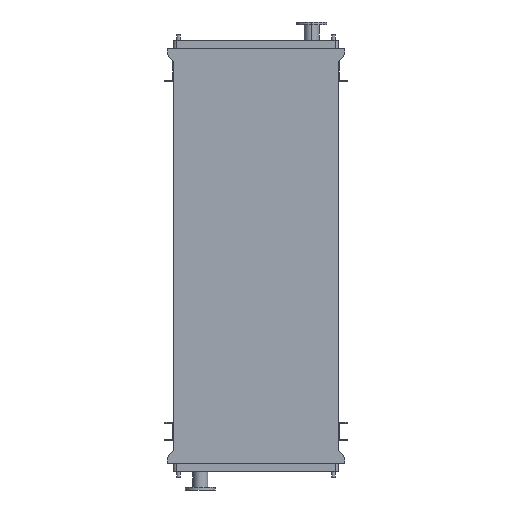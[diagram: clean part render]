
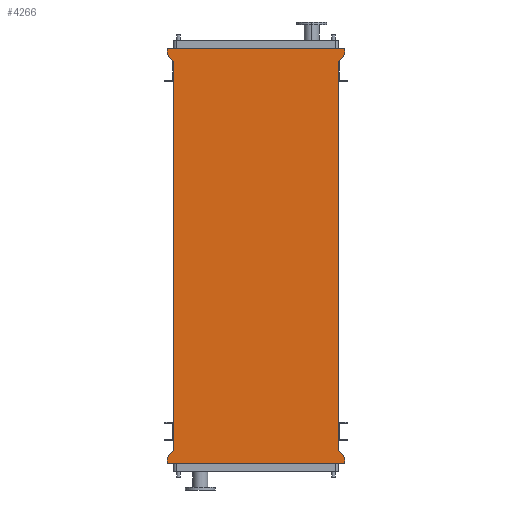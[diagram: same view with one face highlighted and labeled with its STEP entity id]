
A CAD part, front view. The second image highlights one B-rep face of the part: STEP entity #4266.
In plain terms, the highlighted planar face has unit normal (0, -1, 0).
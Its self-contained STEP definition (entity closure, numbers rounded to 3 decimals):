
#41 = ORIENTED_EDGE ( 'NONE', *, *, #13016, .F. ) ;
#120 = LINE ( 'NONE', #1394, #8584 ) ;
#246 = VECTOR ( 'NONE', #5471, 1000. ) ;
#311 = DIRECTION ( 'NONE',  ( 0., 0., 1. ) ) ;
#347 = DIRECTION ( 'NONE',  ( 0.655, 0., 0.755 ) ) ;
#361 = DIRECTION ( 'NONE',  ( 1., 0., 0. ) ) ;
#427 = DIRECTION ( 'NONE',  ( 0., 0., -1. ) ) ;
#595 = CARTESIAN_POINT ( 'NONE',  ( 605., 0., -2850. ) ) ;
#603 = VERTEX_POINT ( 'NONE', #2620 ) ;
#899 = CARTESIAN_POINT ( 'NONE',  ( -651., 0., 95. ) ) ;
#1095 = CARTESIAN_POINT ( 'NONE',  ( 605., 0., 0. ) ) ;
#1191 = CARTESIAN_POINT ( 'NONE',  ( 651., 0., -2903. ) ) ;
#1288 = VERTEX_POINT ( 'NONE', #12202 ) ;
#1371 = ORIENTED_EDGE ( 'NONE', *, *, #12849, .F. ) ;
#1392 = VECTOR ( 'NONE', #10088, 1000. ) ;
#1394 = CARTESIAN_POINT ( 'NONE',  ( -651., 0., 95. ) ) ;
#1542 = VERTEX_POINT ( 'NONE', #1095 ) ;
#1545 = LINE ( 'NONE', #11274, #6054 ) ;
#1629 = CARTESIAN_POINT ( 'NONE',  ( -605., 0., -2850. ) ) ;
#1638 = VERTEX_POINT ( 'NONE', #11049 ) ;
#2074 = EDGE_CURVE ( 'NONE', #11599, #1638, #2578, .T. ) ;
#2154 = CARTESIAN_POINT ( 'NONE',  ( 651., 0., 53. ) ) ;
#2384 = VERTEX_POINT ( 'NONE', #3823 ) ;
#2406 = VECTOR ( 'NONE', #6359, 1000. ) ;
#2551 = ORIENTED_EDGE ( 'NONE', *, *, #5030, .F. ) ;
#2578 = LINE ( 'NONE', #10012, #1392 ) ;
#2587 = VERTEX_POINT ( 'NONE', #5735 ) ;
#2620 = CARTESIAN_POINT ( 'NONE',  ( -651., 0., -2945. ) ) ;
#2776 = CARTESIAN_POINT ( 'NONE',  ( 651., 0., -2903. ) ) ;
#2831 = LINE ( 'NONE', #15201, #10122 ) ;
#2861 = VERTEX_POINT ( 'NONE', #12494 ) ;
#2993 = CARTESIAN_POINT ( 'NONE',  ( -605., 0., -2850. ) ) ;
#3408 = ORIENTED_EDGE ( 'NONE', *, *, #8137, .F. ) ;
#3595 = ORIENTED_EDGE ( 'NONE', *, *, #10651, .T. ) ;
#3802 = EDGE_CURVE ( 'NONE', #9437, #15685, #12579, .T. ) ;
#3823 = CARTESIAN_POINT ( 'NONE',  ( -651., 0., 53. ) ) ;
#4114 = LINE ( 'NONE', #595, #246 ) ;
#4126 = CARTESIAN_POINT ( 'NONE',  ( 651., 0., -2945. ) ) ;
#4266 = ADVANCED_FACE ( 'NONE', ( #13748 ), #12560, .T. ) ;
#5030 = EDGE_CURVE ( 'NONE', #1638, #1542, #11968, .T. ) ;
#5103 = DIRECTION ( 'NONE',  ( 0.655, 0., -0.755 ) ) ;
#5120 = CARTESIAN_POINT ( 'NONE',  ( -605., 0., 0. ) ) ;
#5372 = EDGE_CURVE ( 'NONE', #12313, #11599, #120, .T. ) ;
#5471 = DIRECTION ( 'NONE',  ( 0., 0., 1. ) ) ;
#5735 = CARTESIAN_POINT ( 'NONE',  ( 605., 0., -2850. ) ) ;
#5878 = ORIENTED_EDGE ( 'NONE', *, *, #7514, .F. ) ;
#6054 = VECTOR ( 'NONE', #347, 1000. ) ;
#6181 = VECTOR ( 'NONE', #8986, 1000. ) ;
#6337 = VECTOR ( 'NONE', #10208, 1000. ) ;
#6359 = DIRECTION ( 'NONE',  ( 0., 0., 1. ) ) ;
#6492 = ORIENTED_EDGE ( 'NONE', *, *, #12761, .F. ) ;
#6496 = DIRECTION ( 'NONE',  ( 0., -1., 0. ) ) ;
#6702 = CARTESIAN_POINT ( 'NONE',  ( -651., 0., -2903. ) ) ;
#6778 = CARTESIAN_POINT ( 'NONE',  ( -651., 0., 53. ) ) ;
#6923 = ORIENTED_EDGE ( 'NONE', *, *, #3802, .F. ) ;
#7514 = EDGE_CURVE ( 'NONE', #15685, #603, #2831, .T. ) ;
#7558 = LINE ( 'NONE', #13533, #2406 ) ;
#7751 = EDGE_CURVE ( 'NONE', #1288, #11911, #1545, .T. ) ;
#7910 = LINE ( 'NONE', #5120, #14676 ) ;
#7980 = LINE ( 'NONE', #6778, #12213 ) ;
#8137 = EDGE_CURVE ( 'NONE', #2861, #2384, #7910, .T. ) ;
#8363 = ORIENTED_EDGE ( 'NONE', *, *, #7751, .F. ) ;
#8504 = ORIENTED_EDGE ( 'NONE', *, *, #5372, .F. ) ;
#8584 = VECTOR ( 'NONE', #361, 1000. ) ;
#8986 = DIRECTION ( 'NONE',  ( 0., 0., -1. ) ) ;
#9074 = CARTESIAN_POINT ( 'NONE',  ( 651., 0., -2945. ) ) ;
#9437 = VERTEX_POINT ( 'NONE', #2776 ) ;
#9541 = ORIENTED_EDGE ( 'NONE', *, *, #15511, .F. ) ;
#10012 = CARTESIAN_POINT ( 'NONE',  ( 651., 0., 95. ) ) ;
#10088 = DIRECTION ( 'NONE',  ( 0., 0., -1. ) ) ;
#10122 = VECTOR ( 'NONE', #10736, 1000. ) ;
#10208 = DIRECTION ( 'NONE',  ( 0., 0., 1. ) ) ;
#10651 = EDGE_CURVE ( 'NONE', #2587, #1542, #4114, .T. ) ;
#10736 = DIRECTION ( 'NONE',  ( -1., 0., 0. ) ) ;
#10797 = EDGE_LOOP ( 'NONE', ( #3595, #2551, #11388, #8504, #41, #3408, #9541, #8363, #1371, #5878, #6923, #6492 ) ) ;
#10902 = CARTESIAN_POINT ( 'NONE',  ( 651., 0., 95. ) ) ;
#11049 = CARTESIAN_POINT ( 'NONE',  ( 651., 0., 53. ) ) ;
#11274 = CARTESIAN_POINT ( 'NONE',  ( -605., 0., -2850. ) ) ;
#11388 = ORIENTED_EDGE ( 'NONE', *, *, #2074, .F. ) ;
#11398 = LINE ( 'NONE', #6702, #6337 ) ;
#11429 = VECTOR ( 'NONE', #5103, 1000. ) ;
#11599 = VERTEX_POINT ( 'NONE', #10902 ) ;
#11889 = DIRECTION ( 'NONE',  ( -0.655, 0., -0.755 ) ) ;
#11911 = VERTEX_POINT ( 'NONE', #2993 ) ;
#11968 = LINE ( 'NONE', #2154, #12403 ) ;
#12202 = CARTESIAN_POINT ( 'NONE',  ( -651., 0., -2903. ) ) ;
#12213 = VECTOR ( 'NONE', #311, 1000. ) ;
#12313 = VERTEX_POINT ( 'NONE', #899 ) ;
#12403 = VECTOR ( 'NONE', #11889, 1000. ) ;
#12494 = CARTESIAN_POINT ( 'NONE',  ( -605., 0., 0. ) ) ;
#12560 = PLANE ( 'NONE',  #14053 ) ;
#12579 = LINE ( 'NONE', #4126, #6181 ) ;
#12615 = DIRECTION ( 'NONE',  ( -0.655, 0., 0.755 ) ) ;
#12761 = EDGE_CURVE ( 'NONE', #2587, #9437, #13323, .T. ) ;
#12849 = EDGE_CURVE ( 'NONE', #603, #1288, #11398, .T. ) ;
#13016 = EDGE_CURVE ( 'NONE', #2384, #12313, #7980, .T. ) ;
#13323 = LINE ( 'NONE', #1191, #11429 ) ;
#13533 = CARTESIAN_POINT ( 'NONE',  ( -605., 0., -2850. ) ) ;
#13748 = FACE_OUTER_BOUND ( 'NONE', #10797, .T. ) ;
#14053 = AXIS2_PLACEMENT_3D ( 'NONE', #1629, #6496, #427 ) ;
#14676 = VECTOR ( 'NONE', #12615, 1000. ) ;
#15201 = CARTESIAN_POINT ( 'NONE',  ( -651., 0., -2945. ) ) ;
#15511 = EDGE_CURVE ( 'NONE', #11911, #2861, #7558, .T. ) ;
#15685 = VERTEX_POINT ( 'NONE', #9074 ) ;
